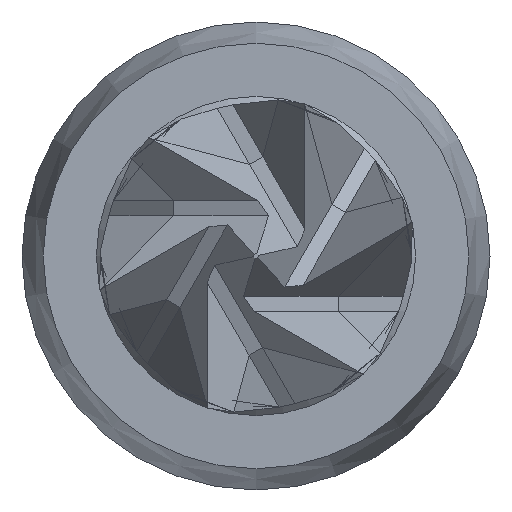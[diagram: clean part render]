
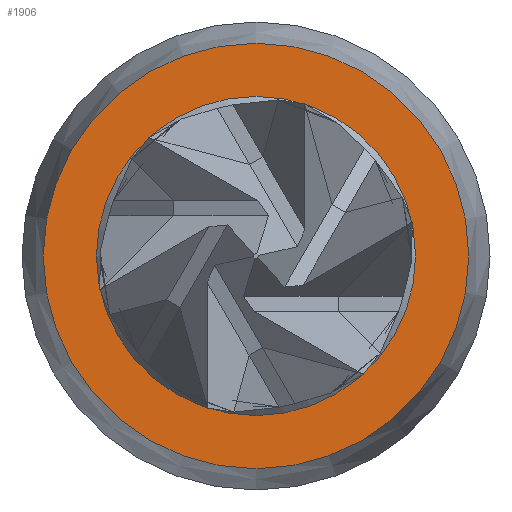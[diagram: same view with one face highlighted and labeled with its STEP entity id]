
A CAD part, left-side view. The second image highlights one B-rep face of the part: STEP entity #1906.
In plain terms, the highlighted planar face has unit normal (-1, 0, 0).
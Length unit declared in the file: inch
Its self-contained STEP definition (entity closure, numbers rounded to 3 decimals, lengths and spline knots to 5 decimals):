
#154 = VERTEX_POINT ( 'NONE', #301 ) ;
#171 = EDGE_LOOP ( 'NONE', ( #736 ) ) ;
#301 = CARTESIAN_POINT ( 'NONE',  ( 0., 0., -0.014 ) ) ;
#407 = EDGE_CURVE ( 'NONE', #154, #154, #2256, .T. ) ;
#459 = FACE_BOUND ( 'NONE', #171, .T. ) ;
#646 = FACE_OUTER_BOUND ( 'NONE', #1812, .T. ) ;
#736 = ORIENTED_EDGE ( 'NONE', *, *, #1498, .T. ) ;
#794 = DIRECTION ( 'NONE',  ( 1., 0., 0. ) ) ;
#851 = CARTESIAN_POINT ( 'NONE',  ( 0., 0., 0. ) ) ;
#870 = DIRECTION ( 'NONE',  ( 0., 0., 1. ) ) ;
#903 = ORIENTED_EDGE ( 'NONE', *, *, #407, .F. ) ;
#999 = CARTESIAN_POINT ( 'NONE',  ( 0., 0., 0. ) ) ;
#1035 = DIRECTION ( 'NONE',  ( 0., 0., 1. ) ) ;
#1122 = VERTEX_POINT ( 'NONE', #1831 ) ;
#1198 = DIRECTION ( 'NONE',  ( 0., 0., -1. ) ) ;
#1202 = PLANE ( 'NONE',  #1618 ) ;
#1404 = DIRECTION ( 'NONE',  ( -1., 0., 0. ) ) ;
#1498 = EDGE_CURVE ( 'NONE', #1122, #1122, #1904, .T. ) ;
#1618 = AXIS2_PLACEMENT_3D ( 'NONE', #1811, #1404, #1035 ) ;
#1811 = CARTESIAN_POINT ( 'NONE',  ( 0., 0.014, 0. ) ) ;
#1812 = EDGE_LOOP ( 'NONE', ( #903 ) ) ;
#1831 = CARTESIAN_POINT ( 'NONE',  ( 0., 0., 0.0105 ) ) ;
#1837 = AXIS2_PLACEMENT_3D ( 'NONE', #999, #794, #1198 ) ;
#1904 = CIRCLE ( 'NONE', #2269, 0.0105 ) ;
#1906 = ADVANCED_FACE ( 'NONE', ( #459, #646 ), #1202, .T. ) ;
#2181 = DIRECTION ( 'NONE',  ( 1., 0., 0. ) ) ;
#2256 = CIRCLE ( 'NONE', #1837, 0.014 ) ;
#2269 = AXIS2_PLACEMENT_3D ( 'NONE', #851, #2181, #870 ) ;
